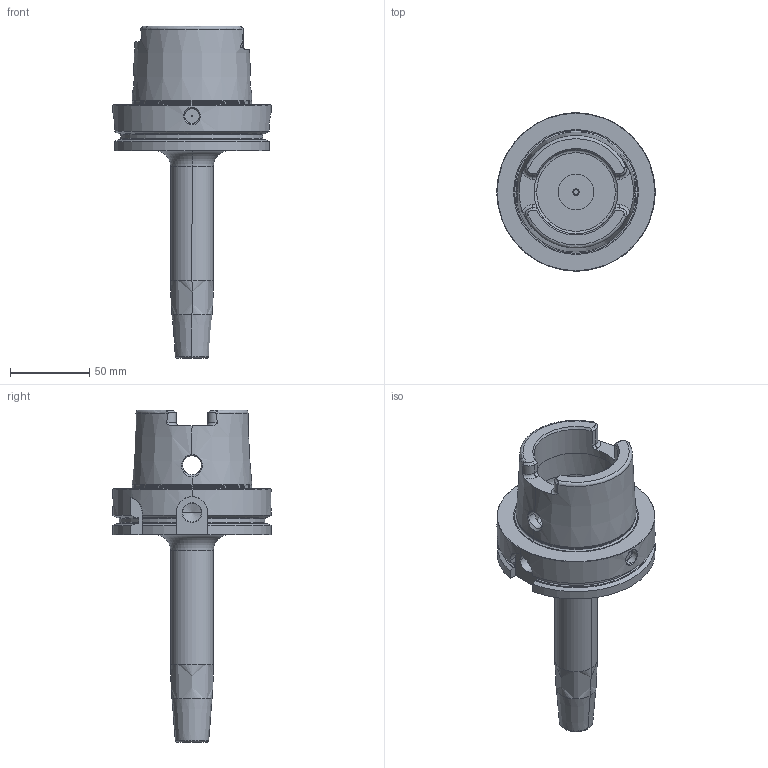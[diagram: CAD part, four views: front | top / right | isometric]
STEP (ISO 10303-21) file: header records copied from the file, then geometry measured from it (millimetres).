
FILE_DESCRIPTION((''),'2;1');
FILE_NAME('608088243-000-00-E43','2024-05-23T14:49:57',('Bahnemannr'),(''),'CREO PARAMETRIC BY PTC INC, 2021184','CREO PARAMETRIC BY PTC INC, 2021184','');
FILE_SCHEMA(('AP242_MANAGED_MODEL_BASED_3D_ENGINEERING_MIM_LF { 1 0 10303 442 1 1 4 }'));
Length unit declared in the file: millimetre
Products named in the file (1): 608088243-000-00-E43
Bounding box: 100 x 100 x 209.9 mm (x, y, z)
Volume: 323396.8 mm3; surface area: 61141.4 mm2
Topology: 1 solids, 1 shells, 158 faces, 395 edges, 243 vertices
Faces by surface type: cylinder 46, cone 42, plane 40, torus 28, bspline 2
Entity records: 7982 total; most frequent: CARTESIAN_POINT 2475, DIRECTION 803, ORIENTED_EDGE 786, PRESENTATION_STYLE_ASSIGNMENT 397, STYLED_ITEM 397, CURVE_STYLE 396, EDGE_CURVE 393, AXIS2_PLACEMENT_3D 331
